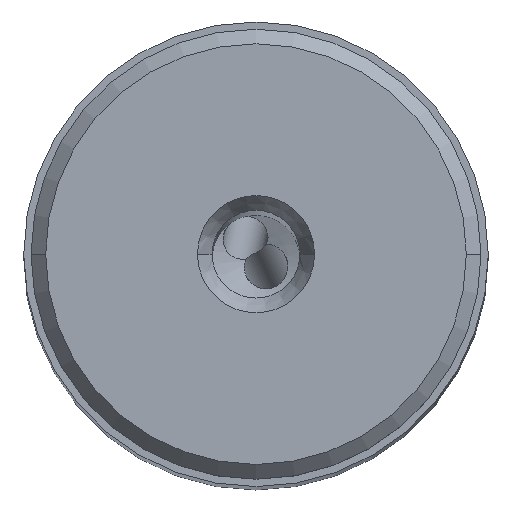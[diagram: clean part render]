
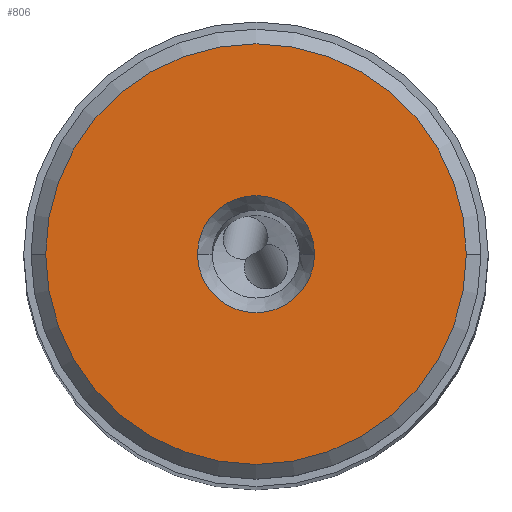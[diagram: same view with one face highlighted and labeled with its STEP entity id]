
A CAD part, top view. The second image highlights one B-rep face of the part: STEP entity #806.
In plain terms, the highlighted planar face has unit normal (0, 0, 1).
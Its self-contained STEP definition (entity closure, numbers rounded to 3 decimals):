
#598=PLANE('',#7465);
#806=ADVANCED_FACE('',(#1191,#1192),#598,.T.);
#1191=FACE_BOUND('',#1366,.T.);
#1192=FACE_BOUND('',#1367,.T.);
#1366=EDGE_LOOP('',(#3686,#3687,#3688,#3689));
#1367=EDGE_LOOP('',(#3690,#3691));
#3686=ORIENTED_EDGE('',*,*,#6082,.F.);
#3687=ORIENTED_EDGE('',*,*,#6083,.F.);
#3688=ORIENTED_EDGE('',*,*,#6084,.F.);
#3689=ORIENTED_EDGE('',*,*,#6085,.F.);
#3690=ORIENTED_EDGE('',*,*,#6086,.F.);
#3691=ORIENTED_EDGE('',*,*,#6081,.F.);
#5218=VERTEX_POINT('',#13888);
#5219=VERTEX_POINT('',#13890);
#5220=VERTEX_POINT('',#13894);
#5221=VERTEX_POINT('',#13895);
#5222=VERTEX_POINT('',#13897);
#5223=VERTEX_POINT('',#13899);
#6081=EDGE_CURVE('',#5219,#5218,#6715,.T.);
#6082=EDGE_CURVE('',#5220,#5221,#6716,.T.);
#6083=EDGE_CURVE('',#5222,#5220,#6717,.T.);
#6084=EDGE_CURVE('',#5223,#5222,#6718,.T.);
#6085=EDGE_CURVE('',#5221,#5223,#6719,.T.);
#6086=EDGE_CURVE('',#5218,#5219,#6720,.T.);
#6715=CIRCLE('',#7458,4.);
#6716=CIRCLE('',#7460,14.375);
#6717=CIRCLE('',#7461,14.375);
#6718=CIRCLE('',#7462,14.375);
#6719=CIRCLE('',#7463,14.375);
#6720=CIRCLE('',#7464,4.);
#7458=AXIS2_PLACEMENT_3D('',#13891,#8745,#8746);
#7460=AXIS2_PLACEMENT_3D('',#13893,#8749,#8750);
#7461=AXIS2_PLACEMENT_3D('',#13896,#8751,#8752);
#7462=AXIS2_PLACEMENT_3D('',#13898,#8753,#8754);
#7463=AXIS2_PLACEMENT_3D('',#13900,#8755,#8756);
#7464=AXIS2_PLACEMENT_3D('',#13901,#8757,#8758);
#7465=AXIS2_PLACEMENT_3D('',#13902,#8759,#8760);
#8745=DIRECTION('',(0.,0.,1.));
#8746=DIRECTION('',(-1.,0.,0.));
#8749=DIRECTION('',(0.,0.,-1.));
#8750=DIRECTION('',(0.,1.,0.));
#8751=DIRECTION('',(0.,0.,-1.));
#8752=DIRECTION('',(-1.,0.,0.));
#8753=DIRECTION('',(0.,0.,-1.));
#8754=DIRECTION('',(0.,-1.,0.));
#8755=DIRECTION('',(0.,0.,-1.));
#8756=DIRECTION('',(1.,0.,0.));
#8757=DIRECTION('',(0.,0.,1.));
#8758=DIRECTION('',(1.,0.,0.));
#8759=DIRECTION('',(0.,0.,1.));
#8760=DIRECTION('',(1.,0.,0.));
#13888=CARTESIAN_POINT('',(4.,0.,0.));
#13890=CARTESIAN_POINT('',(-4.,0.,0.));
#13891=CARTESIAN_POINT('',(0.,0.,0.));
#13893=CARTESIAN_POINT('',(0.,0.,0.));
#13894=CARTESIAN_POINT('',(0.,14.375,0.));
#13895=CARTESIAN_POINT('',(14.375,0.,0.));
#13896=CARTESIAN_POINT('',(0.,0.,0.));
#13897=CARTESIAN_POINT('',(-14.375,0.,0.));
#13898=CARTESIAN_POINT('',(0.,0.,0.));
#13899=CARTESIAN_POINT('',(0.,-14.375,0.));
#13900=CARTESIAN_POINT('',(0.,0.,0.));
#13901=CARTESIAN_POINT('',(0.,0.,0.));
#13902=CARTESIAN_POINT('',(0.,0.001,0.));
